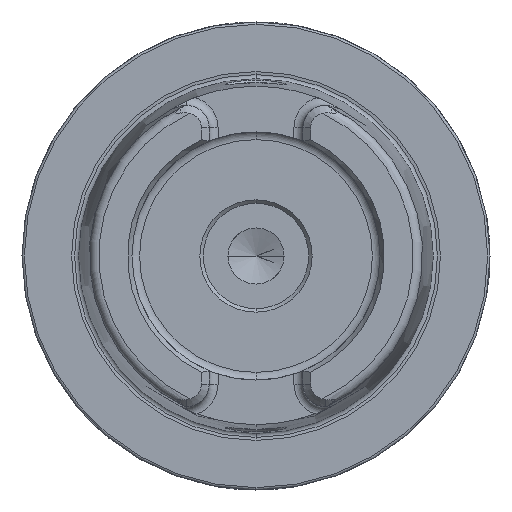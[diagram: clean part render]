
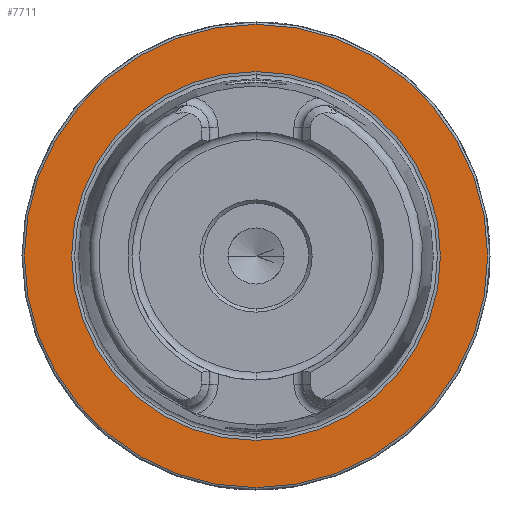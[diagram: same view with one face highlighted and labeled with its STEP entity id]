
A CAD part, left-side view. The second image highlights one B-rep face of the part: STEP entity #7711.
In plain terms, the highlighted planar face has unit normal (-1, 0, 0).
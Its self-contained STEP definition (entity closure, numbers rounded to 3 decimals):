
#774 = CARTESIAN_POINT ( 'NONE',  ( 0., 49.5, 0. ) ) ;
#896 = DIRECTION ( 'NONE',  ( -1., 0., 0. ) ) ;
#1044 = DIRECTION ( 'NONE',  ( -1., 0., 0. ) ) ;
#1131 = CIRCLE ( 'NONE', #6594, 39.405 ) ;
#1158 = ORIENTED_EDGE ( 'NONE', *, *, #12387, .F. ) ;
#1205 = CIRCLE ( 'NONE', #3030, 39.405 ) ;
#1556 = CARTESIAN_POINT ( 'NONE',  ( 0., 0., 39.405 ) ) ;
#1633 = DIRECTION ( 'NONE',  ( 0., 0., 1. ) ) ;
#1756 = EDGE_CURVE ( 'NONE', #4846, #9618, #1205, .T. ) ;
#2498 = FACE_BOUND ( 'NONE', #8371, .T. ) ;
#2680 = ORIENTED_EDGE ( 'NONE', *, *, #4240, .T. ) ;
#2719 = DIRECTION ( 'NONE',  ( -1., 0., 0. ) ) ;
#2831 = CARTESIAN_POINT ( 'NONE',  ( 0., 0., 0. ) ) ;
#3030 = AXIS2_PLACEMENT_3D ( 'NONE', #2831, #2719, #9448 ) ;
#3651 = CARTESIAN_POINT ( 'NONE',  ( 0., 0., -39.405 ) ) ;
#4240 = EDGE_CURVE ( 'NONE', #10323, #7661, #11077, .T. ) ;
#4846 = VERTEX_POINT ( 'NONE', #3651 ) ;
#4853 = CARTESIAN_POINT ( 'NONE',  ( 0., 0., 49.5 ) ) ;
#5013 = CARTESIAN_POINT ( 'NONE',  ( 0., 0., 0. ) ) ;
#5741 = CARTESIAN_POINT ( 'NONE',  ( 0., 0., -49.5 ) ) ;
#5840 = DIRECTION ( 'NONE',  ( 1., 0., 0. ) ) ;
#6393 = AXIS2_PLACEMENT_3D ( 'NONE', #11555, #896, #1633 ) ;
#6594 = AXIS2_PLACEMENT_3D ( 'NONE', #5013, #10917, #7947 ) ;
#6794 = PLANE ( 'NONE',  #9579 ) ;
#7242 = AXIS2_PLACEMENT_3D ( 'NONE', #7708, #1044, #11574 ) ;
#7661 = VERTEX_POINT ( 'NONE', #4853 ) ;
#7708 = CARTESIAN_POINT ( 'NONE',  ( 0., 0., 0. ) ) ;
#7711 = ADVANCED_FACE ( 'NONE', ( #2498, #11308 ), #6794, .F. ) ;
#7836 = EDGE_LOOP ( 'NONE', ( #11278, #2680 ) ) ;
#7947 = DIRECTION ( 'NONE',  ( 0., 0., 1. ) ) ;
#8371 = EDGE_LOOP ( 'NONE', ( #1158, #10671 ) ) ;
#9448 = DIRECTION ( 'NONE',  ( 0., 0., 1. ) ) ;
#9579 = AXIS2_PLACEMENT_3D ( 'NONE', #774, #5840, #11495 ) ;
#9618 = VERTEX_POINT ( 'NONE', #1556 ) ;
#9828 = CIRCLE ( 'NONE', #6393, 49.5 ) ;
#10323 = VERTEX_POINT ( 'NONE', #5741 ) ;
#10671 = ORIENTED_EDGE ( 'NONE', *, *, #1756, .F. ) ;
#10917 = DIRECTION ( 'NONE',  ( -1., 0., 0. ) ) ;
#11077 = CIRCLE ( 'NONE', #7242, 49.5 ) ;
#11278 = ORIENTED_EDGE ( 'NONE', *, *, #12337, .T. ) ;
#11308 = FACE_OUTER_BOUND ( 'NONE', #7836, .T. ) ;
#11495 = DIRECTION ( 'NONE',  ( 0., 0., -1. ) ) ;
#11555 = CARTESIAN_POINT ( 'NONE',  ( 0., 0., 0. ) ) ;
#11574 = DIRECTION ( 'NONE',  ( 0., 0., 1. ) ) ;
#12337 = EDGE_CURVE ( 'NONE', #7661, #10323, #9828, .T. ) ;
#12387 = EDGE_CURVE ( 'NONE', #9618, #4846, #1131, .T. ) ;
